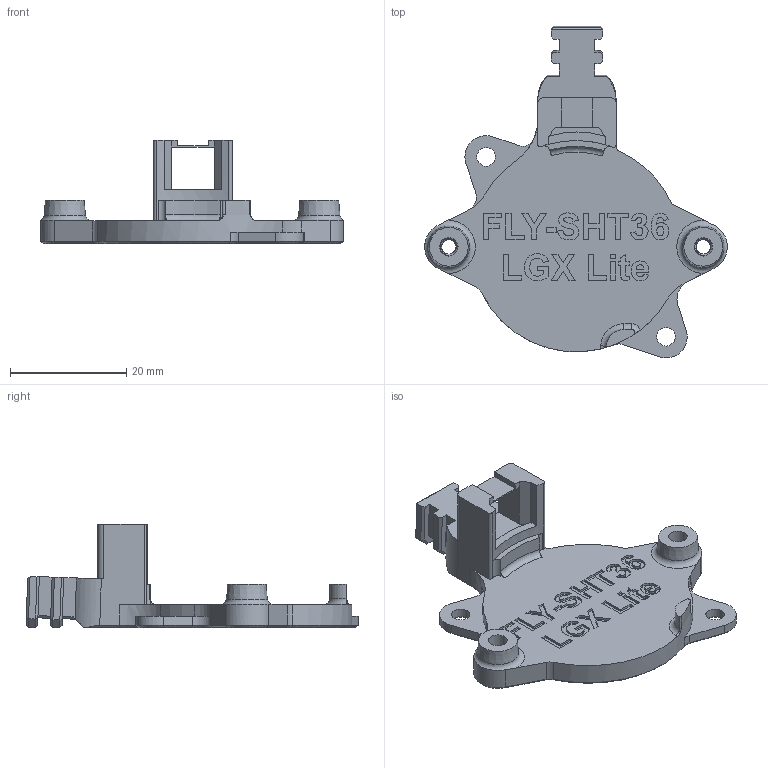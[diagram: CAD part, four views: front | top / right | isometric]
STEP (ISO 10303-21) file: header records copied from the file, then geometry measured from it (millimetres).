
FILE_DESCRIPTION(/* description */ (''),/* implementation_level */ '2;1');
FILE_NAME(/* name */ 'FLY-SHT36_LGX-Lite.step',/* time_stamp */ '2022-08-04T15:36:00-04:00',/* author */ (''),/* organization */ (''),/* preprocessor_version */ 'ST-DEVELOPER v19',/* originating_system */ 'Autodesk Translation Framework v11.7.0.108',/* authorisation */ '');
FILE_SCHEMA (('AUTOMOTIVE_DESIGN { 1 0 10303 214 3 1 1 }'));
Length unit declared in the file: millimetre
Products named in the file (2): (Unsaved); M3 Threaded Insert (1)
Assembly tree (2 placements, depth 2):
  (Unsaved)
    M3 Threaded Insert (1)  x2
Bounding box: 52.12 x 57.19 x 17.85 mm (x, y, z)
Volume: 7391.9 mm3; surface area: 5408.4 mm2
Topology: 3 solids, 3 shells, 950 faces, 2702 edges, 1784 vertices
Faces by surface type: bspline 444, cylinder 239, plane 235, cone 26, torus 6
Full cylindrical faces by diameter (mm): 2.5 x14, 3.041 x14, 3.2 x4, 4.4 x4, 4.5 x2, 4.7 x2
Entity records: 32766 total; most frequent: CARTESIAN_POINT 16814, ORIENTED_EDGE 3822, DIRECTION 2802, EDGE_CURVE 1911, VERTEX_POINT 1257, AXIS2_PLACEMENT_3D 1018, LINE 766, VECTOR 766
